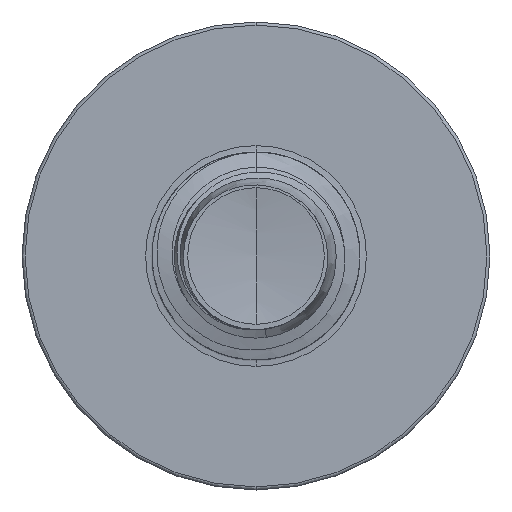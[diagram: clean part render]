
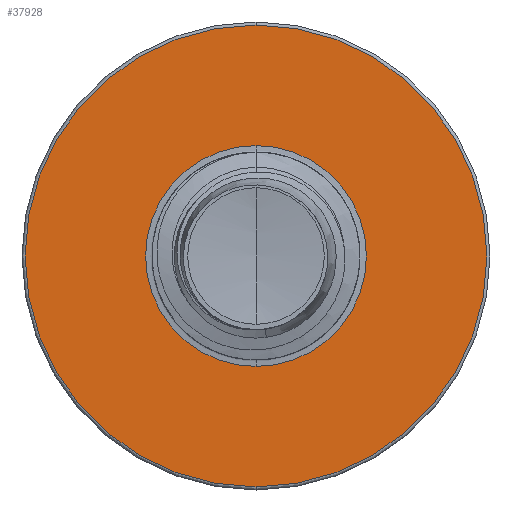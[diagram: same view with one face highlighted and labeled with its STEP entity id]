
A CAD part, front view. The second image highlights one B-rep face of the part: STEP entity #37928.
In plain terms, the highlighted planar face has unit normal (0, -1, 0).
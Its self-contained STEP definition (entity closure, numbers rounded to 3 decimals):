
#1424 = CARTESIAN_POINT ( 'NONE',  ( 0., 35., 0. ) ) ;
#2817 = CARTESIAN_POINT ( 'NONE',  ( 0., 35., 6.66 ) ) ;
#3397 = CARTESIAN_POINT ( 'NONE',  ( 0., 35., 0. ) ) ;
#6167 = DIRECTION ( 'NONE',  ( 0., 1., 0. ) ) ;
#6965 = DIRECTION ( 'NONE',  ( 0., 0., 1. ) ) ;
#8914 = DIRECTION ( 'NONE',  ( 0., 0., 1. ) ) ;
#9423 = CARTESIAN_POINT ( 'NONE',  ( 0., 35., 3.186 ) ) ;
#11907 = AXIS2_PLACEMENT_3D ( 'NONE', #1424, #35762, #6965 ) ;
#13315 = CARTESIAN_POINT ( 'NONE',  ( 0., 35., -3.186 ) ) ;
#13589 = ORIENTED_EDGE ( 'NONE', *, *, #51815, .T. ) ;
#15579 = CARTESIAN_POINT ( 'NONE',  ( 0., 35., 0. ) ) ;
#15815 = VERTEX_POINT ( 'NONE', #13315 ) ;
#17889 = FACE_BOUND ( 'NONE', #18801, .T. ) ;
#18801 = EDGE_LOOP ( 'NONE', ( #49059, #13589 ) ) ;
#20510 = DIRECTION ( 'NONE',  ( 0., 0., 1. ) ) ;
#24509 = VERTEX_POINT ( 'NONE', #2817 ) ;
#26188 = CIRCLE ( 'NONE', #42594, 6.66 ) ;
#29580 = CARTESIAN_POINT ( 'NONE',  ( 0., 35., 0. ) ) ;
#29659 = CIRCLE ( 'NONE', #32892, 6.66 ) ;
#32243 = EDGE_CURVE ( 'NONE', #24509, #51555, #26188, .T. ) ;
#32892 = AXIS2_PLACEMENT_3D ( 'NONE', #3397, #37254, #8914 ) ;
#33910 = DIRECTION ( 'NONE',  ( 0., 0., 1. ) ) ;
#34571 = EDGE_CURVE ( 'NONE', #51555, #24509, #29659, .T. ) ;
#35123 = CARTESIAN_POINT ( 'NONE',  ( 0., 35., -3.186 ) ) ;
#35614 = EDGE_CURVE ( 'NONE', #51158, #15815, #49714, .T. ) ;
#35762 = DIRECTION ( 'NONE',  ( 0., 1., 0. ) ) ;
#37254 = DIRECTION ( 'NONE',  ( 0., 1., 0. ) ) ;
#37928 = ADVANCED_FACE ( 'NONE', ( #51781, #17889 ), #42996, .F. ) ;
#39411 = DIRECTION ( 'NONE',  ( 0., 0., 1. ) ) ;
#42594 = AXIS2_PLACEMENT_3D ( 'NONE', #15579, #46896, #20510 ) ;
#42996 = PLANE ( 'NONE',  #51980 ) ;
#44382 = AXIS2_PLACEMENT_3D ( 'NONE', #29580, #60345, #33910 ) ;
#44522 = ORIENTED_EDGE ( 'NONE', *, *, #34571, .F. ) ;
#46896 = DIRECTION ( 'NONE',  ( 0., 1., 0. ) ) ;
#49059 = ORIENTED_EDGE ( 'NONE', *, *, #35614, .T. ) ;
#49714 = CIRCLE ( 'NONE', #44382, 3.186 ) ;
#51158 = VERTEX_POINT ( 'NONE', #9423 ) ;
#51555 = VERTEX_POINT ( 'NONE', #60379 ) ;
#51781 = FACE_OUTER_BOUND ( 'NONE', #59959, .T. ) ;
#51815 = EDGE_CURVE ( 'NONE', #15815, #51158, #57409, .T. ) ;
#51980 = AXIS2_PLACEMENT_3D ( 'NONE', #35123, #6167, #39411 ) ;
#52805 = ORIENTED_EDGE ( 'NONE', *, *, #32243, .F. ) ;
#57409 = CIRCLE ( 'NONE', #11907, 3.186 ) ;
#59959 = EDGE_LOOP ( 'NONE', ( #52805, #44522 ) ) ;
#60345 = DIRECTION ( 'NONE',  ( 0., 1., 0. ) ) ;
#60379 = CARTESIAN_POINT ( 'NONE',  ( 0., 35., -6.66 ) ) ;
